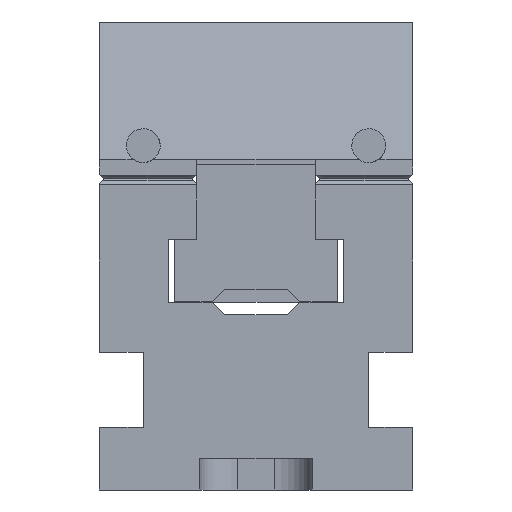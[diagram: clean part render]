
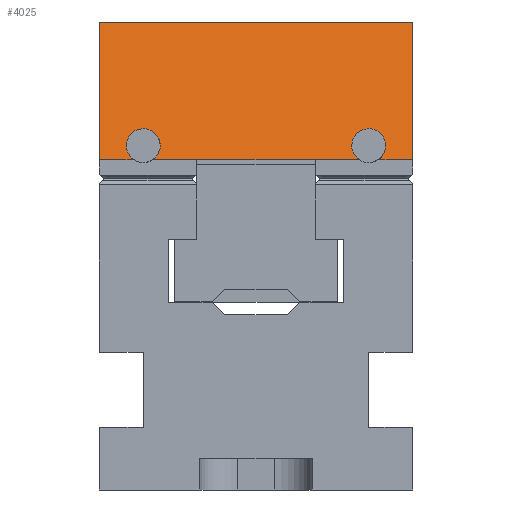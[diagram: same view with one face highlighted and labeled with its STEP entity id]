
A CAD part, front view. The second image highlights one B-rep face of the part: STEP entity #4025.
In plain terms, the highlighted face is planar.
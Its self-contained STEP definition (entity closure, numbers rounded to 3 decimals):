
#4025 = ADVANCED_FACE( '', ( #10347 ), #10348, .T. );
#10347 = FACE_OUTER_BOUND( '', #19140, .T. );
#10348 = PLANE( '', #19141 );
#19140 = EDGE_LOOP( '', ( #30256, #30257, #30258, #30259, #30260, #30261, #30262, #30263, #30264, #30265, #30266, #30267 ) );
#19141 = AXIS2_PLACEMENT_3D( '', #30268, #30269, #30270 );
#30256 = ORIENTED_EDGE( '', *, *, #57003, .F. );
#30257 = ORIENTED_EDGE( '', *, *, #57004, .T. );
#30258 = ORIENTED_EDGE( '', *, *, #57005, .F. );
#30259 = ORIENTED_EDGE( '', *, *, #57006, .T. );
#30260 = ORIENTED_EDGE( '', *, *, #55943, .F. );
#30261 = ORIENTED_EDGE( '', *, *, #56900, .F. );
#30262 = ORIENTED_EDGE( '', *, *, #57007, .T. );
#30263 = ORIENTED_EDGE( '', *, *, #57008, .T. );
#30264 = ORIENTED_EDGE( '', *, *, #57009, .F. );
#30265 = ORIENTED_EDGE( '', *, *, #57010, .T. );
#30266 = ORIENTED_EDGE( '', *, *, #57011, .F. );
#30267 = ORIENTED_EDGE( '', *, *, #57012, .F. );
#30268 = CARTESIAN_POINT( '', ( 25., 11.85, 12.5 ) );
#30269 = DIRECTION( '', ( 0., 0.966, 0.259 ) );
#30270 = DIRECTION( '', ( 0., -0.259, 0.966 ) );
#55943 = EDGE_CURVE( '', #68175, #68165, #68177, .T. );
#56900 = EDGE_CURVE( '', #69844, #68175, #69846, .T. );
#57003 = EDGE_CURVE( '', #70014, #70015, #70016, .T. );
#57004 = EDGE_CURVE( '', #70014, #70017, #70018, .T. );
#57005 = EDGE_CURVE( '', #70019, #70017, #70020, .T. );
#57006 = EDGE_CURVE( '', #70019, #68165, #70021, .T. );
#57007 = EDGE_CURVE( '', #69844, #70022, #70023, .T. );
#57008 = EDGE_CURVE( '', #70022, #70024, #70025, .T. );
#57009 = EDGE_CURVE( '', #70026, #70024, #70027, .T. );
#57010 = EDGE_CURVE( '', #70026, #70028, #70029, .T. );
#57011 = EDGE_CURVE( '', #70030, #70028, #70031, .T. );
#57012 = EDGE_CURVE( '', #70015, #70030, #70032, .T. );
#68165 = VERTEX_POINT( '', #86012 );
#68175 = VERTEX_POINT( '', #86027 );
#68177 = LINE( '', #86030, #86031 );
#69844 = VERTEX_POINT( '', #88454 );
#69846 = LINE( '', #88457, #88458 );
#70014 = VERTEX_POINT( '', #88708 );
#70015 = VERTEX_POINT( '', #88709 );
#70016 = LINE( '', #88710, #88711 );
#70017 = VERTEX_POINT( '', #88712 );
#70018 = LINE( '', #88713, #88714 );
#70019 = VERTEX_POINT( '', #88715 );
#70020 = ELLIPSE( '', #88716, 2.795, 2.7 );
#70021 = LINE( '', #88717, #88718 );
#70022 = VERTEX_POINT( '', #88719 );
#70023 = LINE( '', #88720, #88721 );
#70024 = VERTEX_POINT( '', #88722 );
#70025 = LINE( '', #88723, #88724 );
#70026 = VERTEX_POINT( '', #88725 );
#70027 = ELLIPSE( '', #88726, 2.795, 2.7 );
#70028 = VERTEX_POINT( '', #88727 );
#70029 = LINE( '', #88728, #88729 );
#70030 = VERTEX_POINT( '', #88730 );
#70031 = LINE( '', #88731, #88732 );
#70032 = LINE( '', #88733, #88734 );
#86012 = CARTESIAN_POINT( '', ( -25., 17.75, -9.519 ) );
#86027 = CARTESIAN_POINT( '', ( -25., 11.85, 12.5 ) );
#86030 = CARTESIAN_POINT( '', ( -25., 11.85, 12.5 ) );
#86031 = VECTOR( '', #109028, 1000. );
#88454 = CARTESIAN_POINT( '', ( 25., 11.85, 12.5 ) );
#88457 = CARTESIAN_POINT( '', ( 25., 11.85, 12.5 ) );
#88458 = VECTOR( '', #109870, 1000. );
#88708 = CARTESIAN_POINT( '', ( -9.5, 17.75, -9.519 ) );
#88709 = CARTESIAN_POINT( '', ( -9.5, 17.745, -9.5 ) );
#88710 = CARTESIAN_POINT( '', ( -9.5, 11.85, 12.5 ) );
#88711 = VECTOR( '', #109950, 1000. );
#88712 = CARTESIAN_POINT( '', ( -16.537, 17.75, -9.519 ) );
#88713 = CARTESIAN_POINT( '', ( 25., 17.75, -9.519 ) );
#88714 = VECTOR( '', #109951, 1000. );
#88715 = CARTESIAN_POINT( '', ( -19.463, 17.75, -9.519 ) );
#88716 = AXIS2_PLACEMENT_3D( '', #109952, #109953, #109954 );
#88717 = CARTESIAN_POINT( '', ( 25., 17.75, -9.519 ) );
#88718 = VECTOR( '', #109955, 1000. );
#88719 = CARTESIAN_POINT( '', ( 25., 17.75, -9.519 ) );
#88720 = CARTESIAN_POINT( '', ( 25., 11.85, 12.5 ) );
#88721 = VECTOR( '', #109956, 1000. );
#88722 = CARTESIAN_POINT( '', ( 19.463, 17.75, -9.519 ) );
#88723 = CARTESIAN_POINT( '', ( 25., 17.75, -9.519 ) );
#88724 = VECTOR( '', #109957, 1000. );
#88725 = CARTESIAN_POINT( '', ( 16.537, 17.75, -9.519 ) );
#88726 = AXIS2_PLACEMENT_3D( '', #109958, #109959, #109960 );
#88727 = CARTESIAN_POINT( '', ( 9.5, 17.75, -9.519 ) );
#88728 = CARTESIAN_POINT( '', ( 25., 17.75, -9.519 ) );
#88729 = VECTOR( '', #109961, 1000. );
#88730 = CARTESIAN_POINT( '', ( 9.5, 17.745, -9.5 ) );
#88731 = CARTESIAN_POINT( '', ( 9.5, 11.85, 12.5 ) );
#88732 = VECTOR( '', #109962, 1000. );
#88733 = CARTESIAN_POINT( '', ( 25., 17.745, -9.5 ) );
#88734 = VECTOR( '', #109963, 1000. );
#109028 = DIRECTION( '', ( 0., 0.259, -0.966 ) );
#109870 = DIRECTION( '', ( -1., 0., 0. ) );
#109950 = DIRECTION( '', ( 0., -0.259, 0.966 ) );
#109951 = DIRECTION( '', ( -1., 0., 0. ) );
#109952 = CARTESIAN_POINT( '', ( -18., 17.142, -7.25 ) );
#109953 = DIRECTION( '', ( 0., 0.966, 0.259 ) );
#109954 = DIRECTION( '', ( 0., 0.259, -0.966 ) );
#109955 = DIRECTION( '', ( -1., 0., 0. ) );
#109956 = DIRECTION( '', ( 0., 0.259, -0.966 ) );
#109957 = DIRECTION( '', ( -1., 0., 0. ) );
#109958 = CARTESIAN_POINT( '', ( 18., 17.142, -7.25 ) );
#109959 = DIRECTION( '', ( 0., 0.966, 0.259 ) );
#109960 = DIRECTION( '', ( 0., 0.259, -0.966 ) );
#109961 = DIRECTION( '', ( -1., 0., 0. ) );
#109962 = DIRECTION( '', ( 0., 0.259, -0.966 ) );
#109963 = DIRECTION( '', ( 1., 0., 0. ) );
